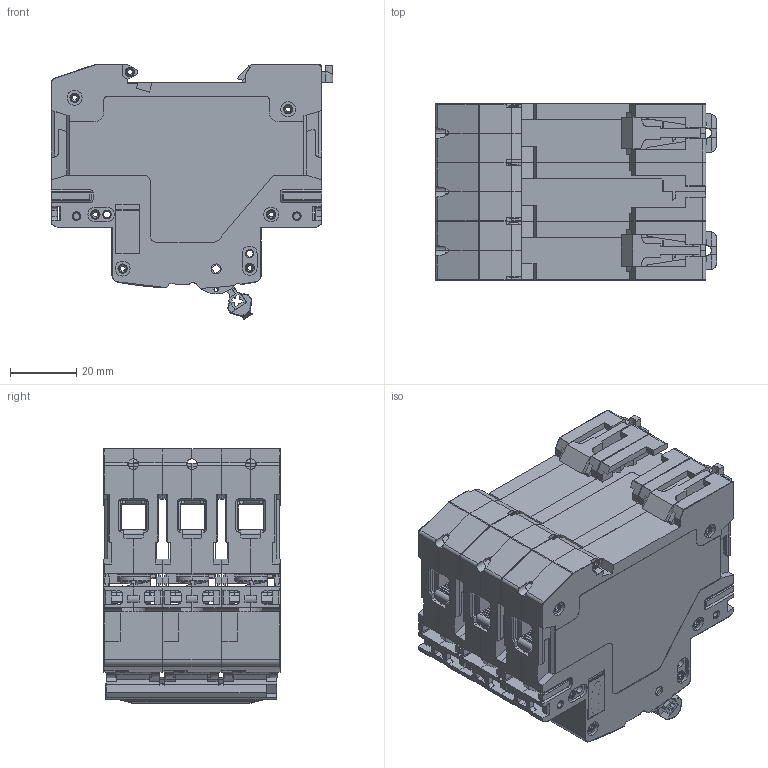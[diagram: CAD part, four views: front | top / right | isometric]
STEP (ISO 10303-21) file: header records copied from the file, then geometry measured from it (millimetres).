
FILE_DESCRIPTION (( 'STEP AP203' ), '1' );
FILE_NAME ('Armat_3p+.STEP', '2022-05-20T10:55:18', ( '' ), ( '' ), 'SwSTEP 2.0', 'SolidWorks 2017', '' );
FILE_SCHEMA (( 'CONFIG_CONTROL_DESIGN' ));
Products named in the file (1): Armat_3p+
Bounding box: 84.75 x 53.1 x 76.83 mm (x, y, z)
Surface area: 57363.3 mm2 (no closed solid volume)
Topology: 0 solids, 137 shells, 2299 faces, 11729 edges, 9359 vertices
Faces by surface type: plane 1362, cylinder 722, bspline 171, cone 44
Entity records: 137573 total; most frequent: CARTESIAN_POINT 55609, ORIENTED_EDGE 16314, DIRECTION 13646, EDGE_CURVE 11711, VERTEX_POINT 9362, LINE 6398, VECTOR 6398, AXIS2_PLACEMENT_3D 3624
